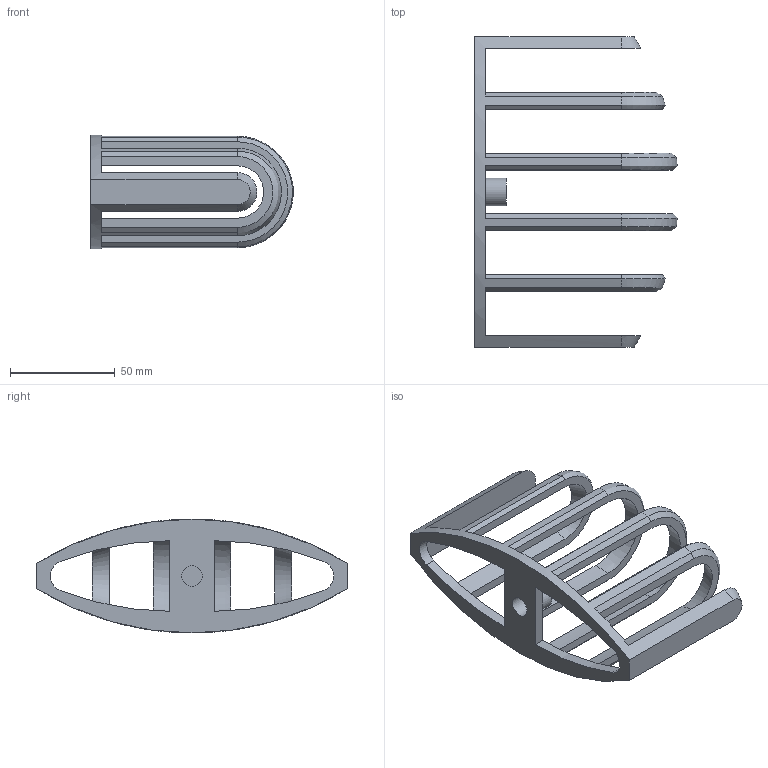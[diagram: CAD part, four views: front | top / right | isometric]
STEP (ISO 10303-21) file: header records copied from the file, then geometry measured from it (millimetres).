
FILE_DESCRIPTION(('FreeCAD Model'),'2;1');
FILE_NAME('Open CASCADE Shape Model','2024-03-19T19:19:58',(''),(''), 'Open CASCADE STEP processor 7.6','FreeCAD','Unknown');
FILE_SCHEMA(('AUTOMOTIVE_DESIGN { 1 0 10303 214 1 1 1 1 }'));
Length unit declared in the file: millimetre
Products named in the file (1): Rival ball trapper 1A
Bounding box: 96.53 x 148 x 54.31 mm (x, y, z)
Volume: 62947.4 mm3; surface area: 36374.8 mm2
Topology: 1 solids, 1 shells, 70 faces, 222 edges, 148 vertices
Faces by surface type: plane 34, cylinder 18, revolution 10, bspline 8
Full cylindrical faces by diameter (mm): 9.7 x1, 13.206 x1
Entity records: 8489 total; most frequent: CARTESIAN_POINT 4185, DIRECTION 771, LINE 452, VECTOR 452, ORIENTED_EDGE 444, PCURVE 444, DEFINITIONAL_REPRESENTATION 444, EDGE_CURVE 222
